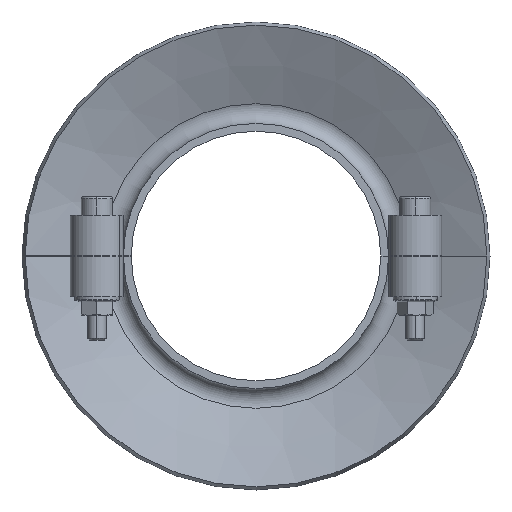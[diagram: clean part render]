
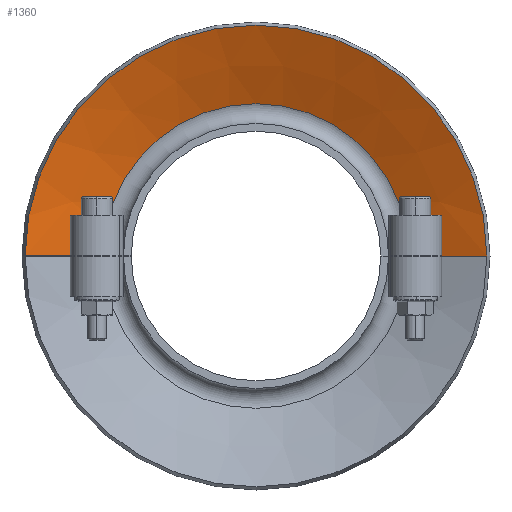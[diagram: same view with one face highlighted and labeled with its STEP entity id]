
A CAD part, left-side view. The second image highlights one B-rep face of the part: STEP entity #1360.
In plain terms, the highlighted conical face has half-angle 66.173 degrees and reference radius 73.99 mm.
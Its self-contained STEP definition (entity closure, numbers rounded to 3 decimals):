
#492 = CARTESIAN_POINT ( 'NONE',  ( 11.116, 48.818, 0. ) ) ;
#510 = LINE ( 'NONE', #1180, #3041 ) ;
#560 = FACE_OUTER_BOUND ( 'NONE', #2903, .T. ) ;
#1102 = CIRCLE ( 'NONE', #2362, 48.818 ) ;
#1147 = VERTEX_POINT ( 'NONE', #1280 ) ;
#1180 = CARTESIAN_POINT ( 'NONE',  ( 11.116, -48.818, 0. ) ) ;
#1280 = CARTESIAN_POINT ( 'NONE',  ( 0., 73.99, 0. ) ) ;
#1360 = ADVANCED_FACE ( 'NONE', ( #560 ), #5917, .F. ) ;
#1393 = VERTEX_POINT ( 'NONE', #1606 ) ;
#1552 = CARTESIAN_POINT ( 'NONE',  ( 11.116, 48.818, 0. ) ) ;
#1606 = CARTESIAN_POINT ( 'NONE',  ( 0., -73.99, 0. ) ) ;
#1705 = VECTOR ( 'NONE', #2180, 1000. ) ;
#1856 = AXIS2_PLACEMENT_3D ( 'NONE', #6060, #7363, #2430 ) ;
#2180 = DIRECTION ( 'NONE',  ( 0.404, -0.915, 0. ) ) ;
#2276 = CARTESIAN_POINT ( 'NONE',  ( 0., 0., 0. ) ) ;
#2362 = AXIS2_PLACEMENT_3D ( 'NONE', #3860, #3781, #6220 ) ;
#2430 = DIRECTION ( 'NONE',  ( 0., -1., 0. ) ) ;
#2484 = CIRCLE ( 'NONE', #1856, 73.99 ) ;
#2903 = EDGE_LOOP ( 'NONE', ( #3223, #3570, #7817, #6090 ) ) ;
#3041 = VECTOR ( 'NONE', #4309, 1000. ) ;
#3113 = AXIS2_PLACEMENT_3D ( 'NONE', #2276, #6040, #4678 ) ;
#3223 = ORIENTED_EDGE ( 'NONE', *, *, #4824, .F. ) ;
#3570 = ORIENTED_EDGE ( 'NONE', *, *, #4150, .F. ) ;
#3781 = DIRECTION ( 'NONE',  ( -1., 0., 0. ) ) ;
#3860 = CARTESIAN_POINT ( 'NONE',  ( 11.116, 0., 0. ) ) ;
#4150 = EDGE_CURVE ( 'NONE', #1393, #4812, #510, .T. ) ;
#4309 = DIRECTION ( 'NONE',  ( 0.404, 0.915, 0. ) ) ;
#4678 = DIRECTION ( 'NONE',  ( 0., -1., 0. ) ) ;
#4812 = VERTEX_POINT ( 'NONE', #7624 ) ;
#4824 = EDGE_CURVE ( 'NONE', #4812, #7809, #1102, .T. ) ;
#5784 = LINE ( 'NONE', #1552, #1705 ) ;
#5917 = CONICAL_SURFACE ( 'NONE', #3113, 73.99, 1.155 ) ;
#6040 = DIRECTION ( 'NONE',  ( -1., 0., 0. ) ) ;
#6060 = CARTESIAN_POINT ( 'NONE',  ( 0., 0., 0. ) ) ;
#6090 = ORIENTED_EDGE ( 'NONE', *, *, #6323, .T. ) ;
#6220 = DIRECTION ( 'NONE',  ( 0., -1., 0. ) ) ;
#6323 = EDGE_CURVE ( 'NONE', #1147, #7809, #5784, .T. ) ;
#6470 = EDGE_CURVE ( 'NONE', #1393, #1147, #2484, .T. ) ;
#7363 = DIRECTION ( 'NONE',  ( -1., 0., 0. ) ) ;
#7624 = CARTESIAN_POINT ( 'NONE',  ( 11.116, -48.818, 0. ) ) ;
#7809 = VERTEX_POINT ( 'NONE', #492 ) ;
#7817 = ORIENTED_EDGE ( 'NONE', *, *, #6470, .T. ) ;
